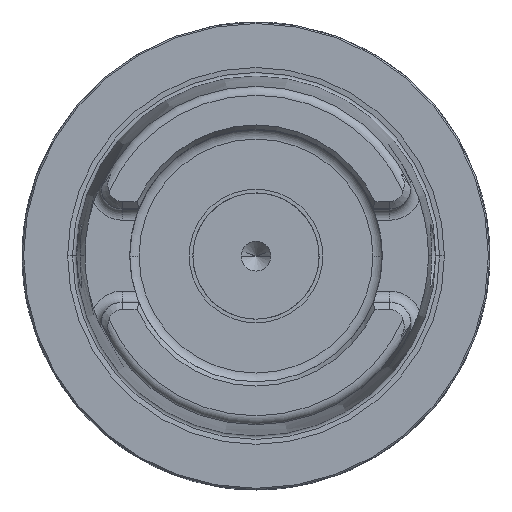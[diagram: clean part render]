
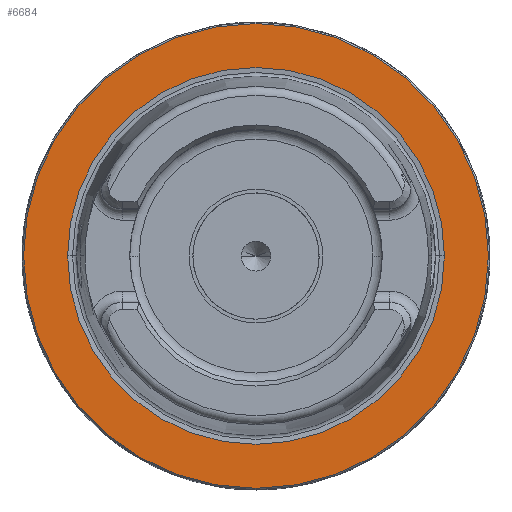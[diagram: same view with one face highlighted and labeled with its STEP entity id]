
A CAD part, top view. The second image highlights one B-rep face of the part: STEP entity #6684.
In plain terms, the highlighted planar face has unit normal (0, 0, 1).
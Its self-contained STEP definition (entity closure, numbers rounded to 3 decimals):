
#2162=CARTESIAN_POINT('',(0.,0.,0.));
#2163=DIRECTION('',(0.,0.,1.));
#2164=DIRECTION('',(1.,0.,0.));
#2165=AXIS2_PLACEMENT_3D('',#2162,#2163,#2164);
#2178=CARTESIAN_POINT('',(0.,0.,0.));
#2179=DIRECTION('',(0.,0.,-1.));
#2180=DIRECTION('',(1.,0.,0.));
#2181=AXIS2_PLACEMENT_3D('',#2178,#2179,#2180);
#2200=CARTESIAN_POINT('',(0.,0.,0.));
#2201=DIRECTION('',(0.,0.,1.));
#2202=DIRECTION('',(1.,0.,0.));
#2203=AXIS2_PLACEMENT_3D('',#2200,#2201,#2202);
#4794=CARTESIAN_POINT('',(0.,0.,0.));
#4795=DIRECTION('',(0.,0.,-1.));
#4796=DIRECTION('',(1.,0.,0.));
#4797=AXIS2_PLACEMENT_3D('',#4794,#4795,#4796);
#4848=CARTESIAN_POINT('',(25.374,0.,0.));
#4850=VERTEX_POINT('',#4848);
#4860=CARTESIAN_POINT('',(-25.374,0.,0.));
#4862=VERTEX_POINT('',#4860);
#5128=CARTESIAN_POINT('',(31.3,0.,0.));
#5129=CARTESIAN_POINT('',(-31.3,0.,0.));
#5130=VERTEX_POINT('',#5128);
#5131=VERTEX_POINT('',#5129);
#6668=CARTESIAN_POINT('',(0.,0.,0.));
#6669=DIRECTION('',(0.,0.,-1.));
#6670=DIRECTION('',(-1.,0.,0.));
#6671=AXIS2_PLACEMENT_3D('',#6668,#6669,#6670);
#6672=PLANE('',#6671);
#6673=ORIENTED_EDGE('',*,*,#6658,.F.);
#6675=ORIENTED_EDGE('',*,*,#6674,.T.);
#6676=EDGE_LOOP('',(#6673,#6675));
#6677=FACE_OUTER_BOUND('',#6676,.F.);
#6679=ORIENTED_EDGE('',*,*,#6678,.F.);
#6681=ORIENTED_EDGE('',*,*,#6680,.T.);
#6682=EDGE_LOOP('',(#6679,#6681));
#6683=FACE_BOUND('',#6682,.F.);
#2166=CIRCLE('',#2165,31.3);
#2182=CIRCLE('',#2181,25.374);
#2204=CIRCLE('',#2203,25.374);
#4798=CIRCLE('',#4797,31.3);
#6658=EDGE_CURVE('',#5130,#5131,#2166,.T.);
#6674=EDGE_CURVE('',#5130,#5131,#4798,.T.);
#6678=EDGE_CURVE('',#4850,#4862,#2182,.T.);
#6680=EDGE_CURVE('',#4850,#4862,#2204,.T.);
#6684=ADVANCED_FACE('',(#6677,#6683),#6672,.F.);
